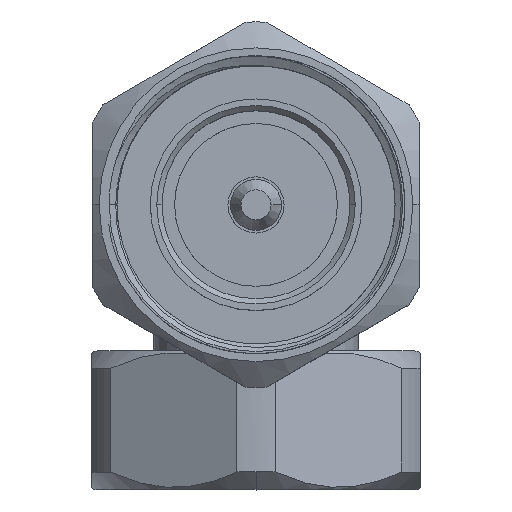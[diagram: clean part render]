
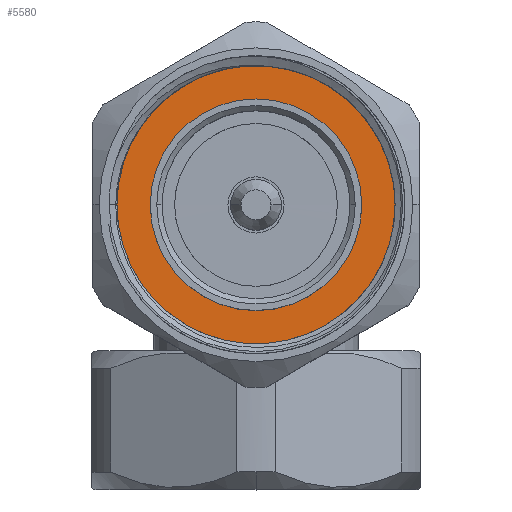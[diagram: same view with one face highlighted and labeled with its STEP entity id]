
A CAD part, top view. The second image highlights one B-rep face of the part: STEP entity #5580.
In plain terms, the highlighted face is planar.
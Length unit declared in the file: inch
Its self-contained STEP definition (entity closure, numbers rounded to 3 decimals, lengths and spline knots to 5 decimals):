
#43 = CARTESIAN_POINT ( 'NONE',  ( 0.39764, 0., -0.57237 ) ) ;
#135 = EDGE_LOOP ( 'NONE', ( #5738, #3156 ) ) ;
#471 = DIRECTION ( 'NONE',  ( 0., 0., 1. ) ) ;
#622 = CARTESIAN_POINT ( 'NONE',  ( 0.39764, 0., -0.40551 ) ) ;
#881 = EDGE_LOOP ( 'NONE', ( #8066, #3692 ) ) ;
#1239 = AXIS2_PLACEMENT_3D ( 'NONE', #4284, #9437, #6435 ) ;
#1268 = FACE_BOUND ( 'NONE', #135, .T. ) ;
#1408 = CARTESIAN_POINT ( 'NONE',  ( 0.39764, 0., 0.40551 ) ) ;
#1828 = CIRCLE ( 'NONE', #7268, 0.40551 ) ;
#3156 = ORIENTED_EDGE ( 'NONE', *, *, #8746, .F. ) ;
#3437 = CARTESIAN_POINT ( 'NONE',  ( 0.39764, 0., 0.57237 ) ) ;
#3462 = PLANE ( 'NONE',  #1239 ) ;
#3692 = ORIENTED_EDGE ( 'NONE', *, *, #4190, .T. ) ;
#3972 = DIRECTION ( 'NONE',  ( 0., 0., 1. ) ) ;
#4190 = EDGE_CURVE ( 'NONE', #8131, #7417, #5252, .T. ) ;
#4197 = AXIS2_PLACEMENT_3D ( 'NONE', #7862, #4949, #471 ) ;
#4284 = CARTESIAN_POINT ( 'NONE',  ( 0.39764, 0., 0. ) ) ;
#4927 = CIRCLE ( 'NONE', #6171, 0.57237 ) ;
#4949 = DIRECTION ( 'NONE',  ( -1., 0., 0. ) ) ;
#4973 = CARTESIAN_POINT ( 'NONE',  ( 0.39764, 0., 0. ) ) ;
#5252 = CIRCLE ( 'NONE', #7130, 0.57237 ) ;
#5292 = CARTESIAN_POINT ( 'NONE',  ( 0.39764, 0., 0. ) ) ;
#5394 = DIRECTION ( 'NONE',  ( -1., 0., 0. ) ) ;
#5403 = EDGE_CURVE ( 'NONE', #9115, #8169, #6061, .T. ) ;
#5520 = CARTESIAN_POINT ( 'NONE',  ( 0.39764, 0., 0. ) ) ;
#5580 = ADVANCED_FACE ( 'NONE', ( #5714, #1268 ), #3462, .T. ) ;
#5714 = FACE_OUTER_BOUND ( 'NONE', #881, .T. ) ;
#5738 = ORIENTED_EDGE ( 'NONE', *, *, #5403, .F. ) ;
#5895 = DIRECTION ( 'NONE',  ( 0., 0., 1. ) ) ;
#6061 = CIRCLE ( 'NONE', #4197, 0.40551 ) ;
#6171 = AXIS2_PLACEMENT_3D ( 'NONE', #5520, #7066, #7689 ) ;
#6435 = DIRECTION ( 'NONE',  ( 0., 0., 1. ) ) ;
#6663 = DIRECTION ( 'NONE',  ( -1., 0., 0. ) ) ;
#7066 = DIRECTION ( 'NONE',  ( -1., 0., 0. ) ) ;
#7130 = AXIS2_PLACEMENT_3D ( 'NONE', #4973, #6663, #5895 ) ;
#7268 = AXIS2_PLACEMENT_3D ( 'NONE', #5292, #5394, #3972 ) ;
#7417 = VERTEX_POINT ( 'NONE', #3437 ) ;
#7689 = DIRECTION ( 'NONE',  ( 0., 0., 1. ) ) ;
#7819 = EDGE_CURVE ( 'NONE', #7417, #8131, #4927, .T. ) ;
#7862 = CARTESIAN_POINT ( 'NONE',  ( 0.39764, 0., 0. ) ) ;
#8066 = ORIENTED_EDGE ( 'NONE', *, *, #7819, .T. ) ;
#8131 = VERTEX_POINT ( 'NONE', #43 ) ;
#8169 = VERTEX_POINT ( 'NONE', #1408 ) ;
#8746 = EDGE_CURVE ( 'NONE', #8169, #9115, #1828, .T. ) ;
#9115 = VERTEX_POINT ( 'NONE', #622 ) ;
#9437 = DIRECTION ( 'NONE',  ( -1., 0., 0. ) ) ;
